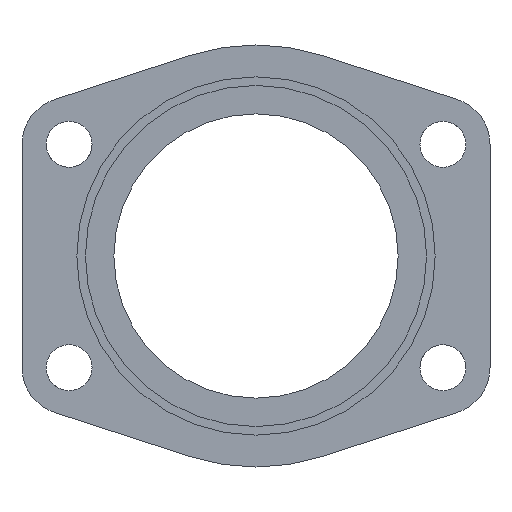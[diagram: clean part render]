
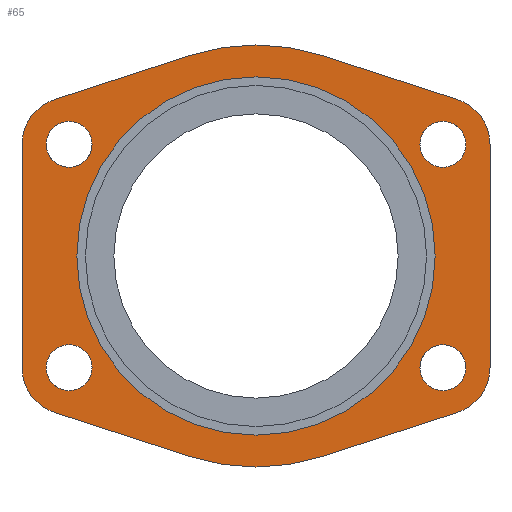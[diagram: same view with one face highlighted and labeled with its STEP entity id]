
A CAD part, front view. The second image highlights one B-rep face of the part: STEP entity #65.
In plain terms, the highlighted planar face has unit normal (0, -1, 0).
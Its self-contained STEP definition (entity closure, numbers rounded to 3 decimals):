
#65=ADVANCED_FACE('',(#137,#138,#139,#140,#141,#142),#143,.F.);
#137=FACE_BOUND('',#252,.T.);
#138=FACE_OUTER_BOUND('',#253,.T.);
#139=FACE_BOUND('',#254,.T.);
#140=FACE_BOUND('',#255,.T.);
#141=FACE_BOUND('',#256,.T.);
#142=FACE_BOUND('',#257,.T.);
#143=PLANE('',#258);
#252=EDGE_LOOP('',(#463,#464));
#253=EDGE_LOOP('',(#465,#466,#467,#468,#469,#470,#471,#472,#473,#474,#475,#476));
#254=EDGE_LOOP('',(#477,#478));
#255=EDGE_LOOP('',(#479,#480));
#256=EDGE_LOOP('',(#481,#482));
#257=EDGE_LOOP('',(#483,#484));
#258=AXIS2_PLACEMENT_3D('',#485,#486,#487);
#463=ORIENTED_EDGE('',*,*,#816,.T.);
#464=ORIENTED_EDGE('',*,*,#809,.T.);
#465=ORIENTED_EDGE('',*,*,#818,.F.);
#466=ORIENTED_EDGE('',*,*,#819,.F.);
#467=ORIENTED_EDGE('',*,*,#820,.F.);
#468=ORIENTED_EDGE('',*,*,#821,.T.);
#469=ORIENTED_EDGE('',*,*,#822,.F.);
#470=ORIENTED_EDGE('',*,*,#823,.F.);
#471=ORIENTED_EDGE('',*,*,#824,.F.);
#472=ORIENTED_EDGE('',*,*,#825,.F.);
#473=ORIENTED_EDGE('',*,*,#826,.F.);
#474=ORIENTED_EDGE('',*,*,#827,.T.);
#475=ORIENTED_EDGE('',*,*,#828,.F.);
#476=ORIENTED_EDGE('',*,*,#829,.F.);
#477=ORIENTED_EDGE('',*,*,#830,.T.);
#478=ORIENTED_EDGE('',*,*,#770,.T.);
#479=ORIENTED_EDGE('',*,*,#831,.T.);
#480=ORIENTED_EDGE('',*,*,#787,.T.);
#481=ORIENTED_EDGE('',*,*,#832,.T.);
#482=ORIENTED_EDGE('',*,*,#775,.T.);
#483=ORIENTED_EDGE('',*,*,#833,.T.);
#484=ORIENTED_EDGE('',*,*,#791,.T.);
#485=CARTESIAN_POINT('',(0.,0.,0.));
#486=DIRECTION('',(-0.0,1.0,0.));
#487=DIRECTION('',(1.0,0.0,0.0));
#770=EDGE_CURVE('',#913,#919,#921,.T.);
#775=EDGE_CURVE('',#923,#929,#931,.T.);
#787=EDGE_CURVE('',#949,#953,#955,.T.);
#791=EDGE_CURVE('',#957,#961,#963,.T.);
#809=EDGE_CURVE('',#991,#995,#997,.T.);
#816=EDGE_CURVE('',#995,#991,#1008,.T.);
#818=EDGE_CURVE('',#1010,#1011,#1012,.T.);
#819=EDGE_CURVE('',#1013,#1010,#1014,.T.);
#820=EDGE_CURVE('',#1015,#1013,#1016,.T.);
#821=EDGE_CURVE('',#1015,#1017,#1018,.T.);
#822=EDGE_CURVE('',#1019,#1017,#1020,.T.);
#823=EDGE_CURVE('',#1021,#1019,#1022,.T.);
#824=EDGE_CURVE('',#1023,#1021,#1024,.T.);
#825=EDGE_CURVE('',#1025,#1023,#1026,.T.);
#826=EDGE_CURVE('',#1027,#1025,#1028,.T.);
#827=EDGE_CURVE('',#1027,#1029,#1030,.T.);
#828=EDGE_CURVE('',#1031,#1029,#1032,.T.);
#829=EDGE_CURVE('',#1011,#1031,#1033,.T.);
#830=EDGE_CURVE('',#919,#913,#1034,.T.);
#831=EDGE_CURVE('',#953,#949,#1035,.T.);
#832=EDGE_CURVE('',#929,#923,#1036,.T.);
#833=EDGE_CURVE('',#961,#957,#1037,.T.);
#913=VERTEX_POINT('',#1147);
#919=VERTEX_POINT('',#1154);
#921=CIRCLE('',#1157,8.0);
#923=VERTEX_POINT('',#1159);
#929=VERTEX_POINT('',#1166);
#931=CIRCLE('',#1169,8.0);
#949=VERTEX_POINT('',#1203);
#953=VERTEX_POINT('',#1208);
#955=CIRCLE('',#1211,8.0);
#957=VERTEX_POINT('',#1213);
#961=VERTEX_POINT('',#1218);
#963=CIRCLE('',#1221,8.0);
#991=VERTEX_POINT('',#1267);
#995=VERTEX_POINT('',#1272);
#997=CIRCLE('',#1275,62.4);
#1008=CIRCLE('',#1288,62.4);
#1010=VERTEX_POINT('',#1290);
#1011=VERTEX_POINT('',#1291);
#1012=CIRCLE('',#1292,16.41);
#1013=VERTEX_POINT('',#1293);
#1014=LINE('',#1294,#1295);
#1015=VERTEX_POINT('',#1296);
#1016=CIRCLE('',#1297,73.5);
#1017=VERTEX_POINT('',#1298);
#1018=LINE('',#1299,#1300);
#1019=VERTEX_POINT('',#1301);
#1020=CIRCLE('',#1302,16.41);
#1021=VERTEX_POINT('',#1303);
#1022=LINE('',#1304,#1305);
#1023=VERTEX_POINT('',#1306);
#1024=CIRCLE('',#1307,16.41);
#1025=VERTEX_POINT('',#1308);
#1026=LINE('',#1309,#1310);
#1027=VERTEX_POINT('',#1311);
#1028=CIRCLE('',#1312,73.5);
#1029=VERTEX_POINT('',#1313);
#1030=LINE('',#1314,#1315);
#1031=VERTEX_POINT('',#1316);
#1032=CIRCLE('',#1317,16.41);
#1033=LINE('',#1318,#1319);
#1034=CIRCLE('',#1320,8.0);
#1035=CIRCLE('',#1321,8.0);
#1036=CIRCLE('',#1322,8.0);
#1037=CIRCLE('',#1323,8.0);
#1147=CARTESIAN_POINT('',(-57.09,0.0,-38.885));
#1154=CARTESIAN_POINT('',(-73.09,0.,-38.885));
#1157=AXIS2_PLACEMENT_3D('',#1478,#1479,#1480);
#1159=CARTESIAN_POINT('',(-57.09,0.0,38.885));
#1166=CARTESIAN_POINT('',(-73.09,0.,38.885));
#1169=AXIS2_PLACEMENT_3D('',#1489,#1490,#1491);
#1203=CARTESIAN_POINT('',(73.09,0.0,-38.885));
#1208=CARTESIAN_POINT('',(57.09,0.,-38.885));
#1211=AXIS2_PLACEMENT_3D('',#1511,#1512,#1513);
#1213=CARTESIAN_POINT('',(73.09,0.0,38.885));
#1218=CARTESIAN_POINT('',(57.09,0.,38.885));
#1221=AXIS2_PLACEMENT_3D('',#1519,#1520,#1521);
#1267=CARTESIAN_POINT('',(-62.4,0.,0.));
#1272=CARTESIAN_POINT('',(62.4,0.,0.));
#1275=AXIS2_PLACEMENT_3D('',#1555,#1556,#1557);
#1288=AXIS2_PLACEMENT_3D('',#1572,#1573,#1574);
#1290=CARTESIAN_POINT('',(-70.159,0.,-54.492));
#1291=CARTESIAN_POINT('',(-81.5,0.,-38.885));
#1292=AXIS2_PLACEMENT_3D('',#1578,#1579,#1580);
#1293=CARTESIAN_POINT('',(-22.705,0.,-69.905));
#1294=CARTESIAN_POINT('',(-22.705,0.,-69.905));
#1295=VECTOR('',#1581,1.0);
#1296=CARTESIAN_POINT('',(22.705,0.,-69.905));
#1297=AXIS2_PLACEMENT_3D('',#1582,#1583,#1584);
#1298=CARTESIAN_POINT('',(70.159,0.,-54.492));
#1299=CARTESIAN_POINT('',(22.705,0.,-69.905));
#1300=VECTOR('',#1585,1.0);
#1301=CARTESIAN_POINT('',(81.5,0.,-38.885));
#1302=AXIS2_PLACEMENT_3D('',#1586,#1587,#1588);
#1303=CARTESIAN_POINT('',(81.5,0.,38.885));
#1304=CARTESIAN_POINT('',(81.5,0.,38.885));
#1305=VECTOR('',#1589,1.0);
#1306=CARTESIAN_POINT('',(70.159,0.,54.492));
#1307=AXIS2_PLACEMENT_3D('',#1590,#1591,#1592);
#1308=CARTESIAN_POINT('',(22.705,0.,69.905));
#1309=CARTESIAN_POINT('',(22.705,0.,69.905));
#1310=VECTOR('',#1593,1.0);
#1311=CARTESIAN_POINT('',(-22.705,0.,69.905));
#1312=AXIS2_PLACEMENT_3D('',#1594,#1595,#1596);
#1313=CARTESIAN_POINT('',(-70.159,0.,54.492));
#1314=CARTESIAN_POINT('',(-22.705,0.,69.905));
#1315=VECTOR('',#1597,1.0);
#1316=CARTESIAN_POINT('',(-81.5,0.,38.885));
#1317=AXIS2_PLACEMENT_3D('',#1598,#1599,#1600);
#1318=CARTESIAN_POINT('',(-81.5,0.,-38.885));
#1319=VECTOR('',#1601,1.0);
#1320=AXIS2_PLACEMENT_3D('',#1602,#1603,#1604);
#1321=AXIS2_PLACEMENT_3D('',#1605,#1606,#1607);
#1322=AXIS2_PLACEMENT_3D('',#1608,#1609,#1610);
#1323=AXIS2_PLACEMENT_3D('',#1611,#1612,#1613);
#1478=CARTESIAN_POINT('',(-65.09,0.0,-38.885));
#1479=DIRECTION('',(-0.0,1.0,0.));
#1480=DIRECTION('',(1.0,0.0,0.0));
#1489=CARTESIAN_POINT('',(-65.09,0.0,38.885));
#1490=DIRECTION('',(-0.0,1.0,0.));
#1491=DIRECTION('',(1.0,0.0,0.0));
#1511=CARTESIAN_POINT('',(65.09,0.0,-38.885));
#1512=DIRECTION('',(-0.0,1.0,0.));
#1513=DIRECTION('',(1.0,0.0,0.0));
#1519=CARTESIAN_POINT('',(65.09,0.0,38.885));
#1520=DIRECTION('',(-0.0,1.0,0.));
#1521=DIRECTION('',(1.0,0.0,0.0));
#1555=CARTESIAN_POINT('',(0.0,0.0,0.0));
#1556=DIRECTION('',(0.0,1.0,0.));
#1557=DIRECTION('',(-1.0,0.0,0.0));
#1572=CARTESIAN_POINT('',(0.0,0.0,0.0));
#1573=DIRECTION('',(0.0,1.0,0.));
#1574=DIRECTION('',(-1.0,0.0,0.0));
#1578=CARTESIAN_POINT('',(-65.09,0.,-38.885));
#1579=DIRECTION('',(-0.0,1.0,0.));
#1580=DIRECTION('',(1.0,0.0,0.0));
#1581=DIRECTION('',(-0.951,0.,0.309));
#1582=CARTESIAN_POINT('',(0.0,0.0,0.0));
#1583=DIRECTION('',(-0.0,1.0,0.));
#1584=DIRECTION('',(1.0,0.0,0.0));
#1585=DIRECTION('',(0.951,0.,0.309));
#1586=CARTESIAN_POINT('',(65.09,0.,-38.885));
#1587=DIRECTION('',(-0.0,1.0,0.));
#1588=DIRECTION('',(1.0,0.0,0.0));
#1589=DIRECTION('',(0.,0.,-1.0));
#1590=CARTESIAN_POINT('',(65.09,0.,38.885));
#1591=DIRECTION('',(-0.0,1.0,0.));
#1592=DIRECTION('',(1.0,0.0,0.0));
#1593=DIRECTION('',(0.951,0.,-0.309));
#1594=CARTESIAN_POINT('',(0.0,0.0,0.0));
#1595=DIRECTION('',(-0.0,1.0,0.));
#1596=DIRECTION('',(1.0,0.0,0.0));
#1597=DIRECTION('',(-0.951,0.,-0.309));
#1598=CARTESIAN_POINT('',(-65.09,0.,38.885));
#1599=DIRECTION('',(-0.0,1.0,0.));
#1600=DIRECTION('',(1.0,0.0,0.0));
#1601=DIRECTION('',(0.0,0.,1.0));
#1602=CARTESIAN_POINT('',(-65.09,0.0,-38.885));
#1603=DIRECTION('',(-0.0,1.0,0.));
#1604=DIRECTION('',(1.0,0.0,0.0));
#1605=CARTESIAN_POINT('',(65.09,0.0,-38.885));
#1606=DIRECTION('',(-0.0,1.0,0.));
#1607=DIRECTION('',(1.0,0.0,0.0));
#1608=CARTESIAN_POINT('',(-65.09,0.0,38.885));
#1609=DIRECTION('',(-0.0,1.0,0.));
#1610=DIRECTION('',(1.0,0.0,0.0));
#1611=CARTESIAN_POINT('',(65.09,0.0,38.885));
#1612=DIRECTION('',(-0.0,1.0,0.));
#1613=DIRECTION('',(1.0,0.0,0.0));
